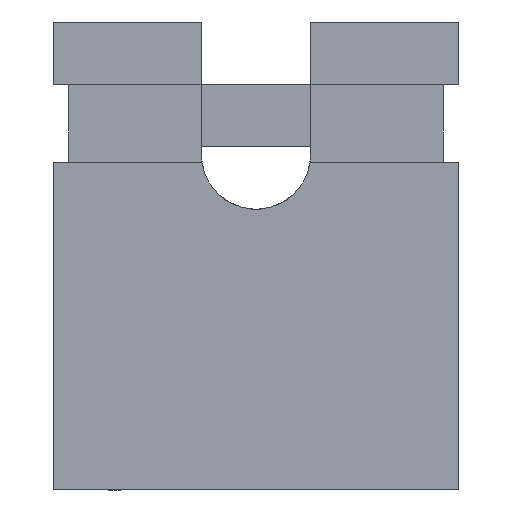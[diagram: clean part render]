
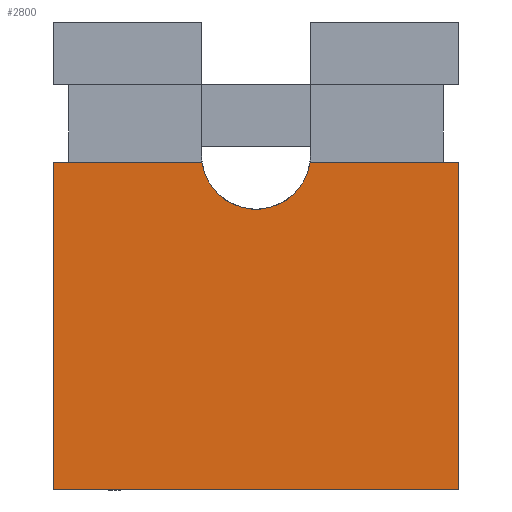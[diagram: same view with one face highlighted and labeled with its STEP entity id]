
A CAD part, left-side view. The second image highlights one B-rep face of the part: STEP entity #2800.
In plain terms, the highlighted planar face has unit normal (-1, 0, 0).
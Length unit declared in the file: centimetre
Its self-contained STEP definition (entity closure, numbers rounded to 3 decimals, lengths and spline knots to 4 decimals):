
#54=CIRCLE($,#2985,0.07);
#132=FACE_OUTER_BOUND($,#305,.T.);
#305=EDGE_LOOP($,(#1907,#1908,#1909,#1910,#1911,#1912));
#537=LINE($,#4197,#883);
#538=LINE($,#4199,#884);
#539=LINE($,#4201,#885);
#540=LINE($,#4203,#886);
#541=LINE($,#4204,#887);
#883=VECTOR($,#3325,0.1907);
#884=VECTOR($,#3326,0.42);
#885=VECTOR($,#3327,0.52);
#886=VECTOR($,#3328,0.42);
#887=VECTOR($,#3329,0.1907);
#1221=VERTEX_POINT($,#4193);
#1222=VERTEX_POINT($,#4194);
#1223=VERTEX_POINT($,#4196);
#1224=VERTEX_POINT($,#4198);
#1225=VERTEX_POINT($,#4200);
#1226=VERTEX_POINT($,#4202);
#1479=EDGE_CURVE($,#1221,#1222,#54,.F.);
#1480=EDGE_CURVE($,#1222,#1223,#537,.F.);
#1481=EDGE_CURVE($,#1224,#1223,#538,.T.);
#1482=EDGE_CURVE($,#1224,#1225,#539,.T.);
#1483=EDGE_CURVE($,#1225,#1226,#540,.T.);
#1484=EDGE_CURVE($,#1226,#1221,#541,.F.);
#1907=ORIENTED_EDGE($,*,*,#1479,.T.);
#1908=ORIENTED_EDGE($,*,*,#1480,.T.);
#1909=ORIENTED_EDGE($,*,*,#1481,.F.);
#1910=ORIENTED_EDGE($,*,*,#1482,.T.);
#1911=ORIENTED_EDGE($,*,*,#1483,.T.);
#1912=ORIENTED_EDGE($,*,*,#1484,.T.);
#2659=PLANE($,#2984);
#2800=ADVANCED_FACE($,(#132),#2659,.T.);
#2984=AXIS2_PLACEMENT_3D($,#4192,#3321,#3322);
#2985=AXIS2_PLACEMENT_3D($,#4195,#3323,#3324);
#3321=DIRECTION('center_axis',(-1.,0.,0.));
#3322=DIRECTION('ref_axis',(0.,-1.,0.));
#3323=DIRECTION('center_axis',(-1.,0.,0.));
#3324=DIRECTION('ref_axis',(0.,0.99,-0.143));
#3325=DIRECTION($,(0.,-1.,0.));
#3326=DIRECTION($,(0.,0.,1.));
#3327=DIRECTION($,(0.,-1.,0.));
#3328=DIRECTION($,(0.,0.,1.));
#3329=DIRECTION($,(0.,-1.,0.));
#4192=CARTESIAN_POINT('Origin',(-0.1384,0.2634,0.42));
#4193=CARTESIAN_POINT('',(-0.1384,-0.0659,0.84));
#4194=CARTESIAN_POINT('',(-0.1384,0.0727,0.84));
#4195=CARTESIAN_POINT('Origin',(-0.1384,0.0034,
0.85));
#4196=CARTESIAN_POINT('',(-0.1384,0.2634,0.84));
#4197=CARTESIAN_POINT($,(-0.1384,0.2634,0.84));
#4198=CARTESIAN_POINT('',(-0.1384,0.2634,0.42));
#4199=CARTESIAN_POINT($,(-0.1384,0.2634,0.42));
#4200=CARTESIAN_POINT('',(-0.1384,-0.2566,0.42));
#4201=CARTESIAN_POINT($,(-0.1384,0.2634,0.42));
#4202=CARTESIAN_POINT('',(-0.1384,-0.2566,0.84));
#4203=CARTESIAN_POINT($,(-0.1384,-0.2566,0.42));
#4204=CARTESIAN_POINT($,(-0.1384,-0.0659,0.84));
